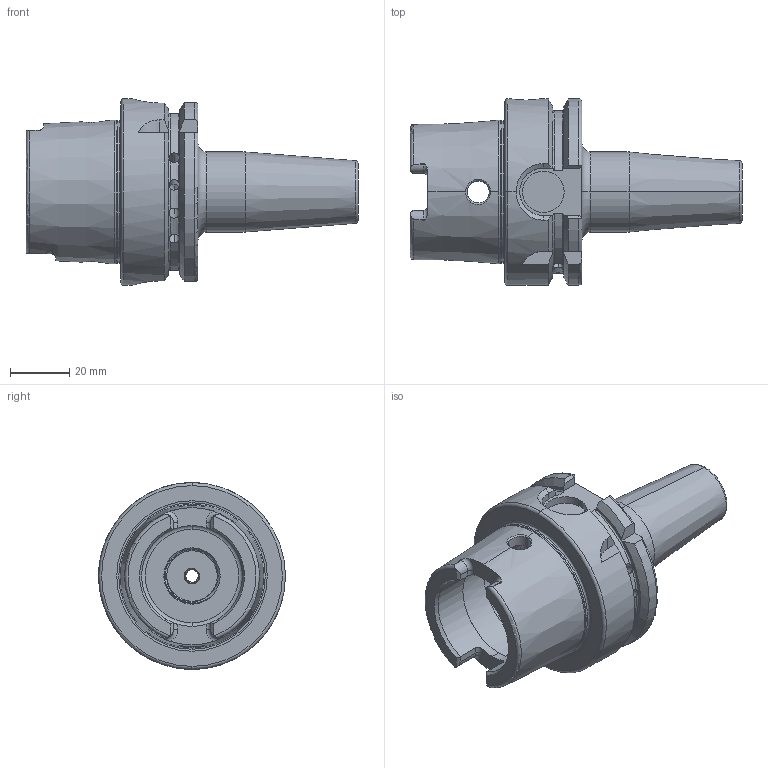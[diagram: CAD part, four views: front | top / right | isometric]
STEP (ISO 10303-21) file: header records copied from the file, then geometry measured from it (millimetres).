
FILE_DESCRIPTION (( 'STEP AP203' ), '1' );
FILE_NAME ('A63.70.06.STEP', '2016-11-17T00:33:12', ( '' ), ( '' ), 'SwSTEP 2.0', 'SolidWorks 2012', '' );
FILE_SCHEMA (( 'CONFIG_CONTROL_DESIGN' ));
Length unit declared in the file: millimetre
Products named in the file (1): A63.70.06
Bounding box: 112 x 63 x 63 mm (x, y, z)
Volume: 105375.5 mm3; surface area: 28624.8 mm2
Topology: 1 solids, 1 shells, 275 faces, 749 edges, 472 vertices
Faces by surface type: cylinder 133, plane 57, cone 36, torus 33, bspline 16
Entity records: 22664 total; most frequent: CARTESIAN_POINT 16398, ORIENTED_EDGE 1478, DIRECTION 1115, EDGE_CURVE 739, VERTEX_POINT 472, AXIS2_PLACEMENT_3D 439, EDGE_LOOP 287, FACE_OUTER_BOUND 275
